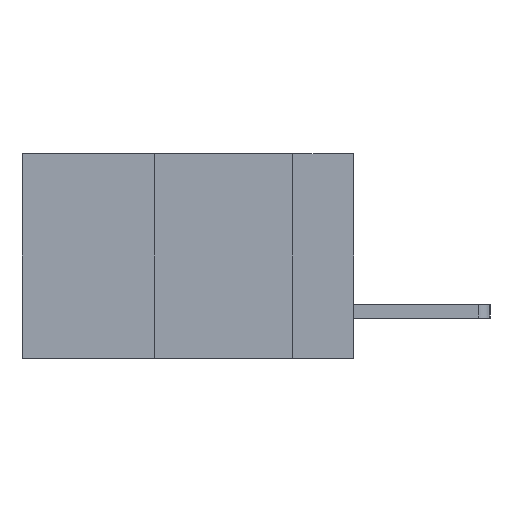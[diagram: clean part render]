
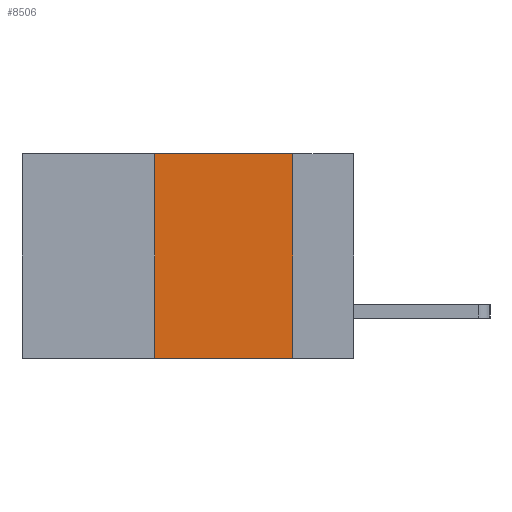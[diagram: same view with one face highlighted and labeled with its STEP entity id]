
A CAD part, left-side view. The second image highlights one B-rep face of the part: STEP entity #8506.
In plain terms, the highlighted planar face has unit normal (-1, 0, 0).
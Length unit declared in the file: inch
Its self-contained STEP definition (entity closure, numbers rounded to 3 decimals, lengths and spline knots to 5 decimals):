
#284 = CARTESIAN_POINT ( 'NONE',  ( 0., 0.36, -0.37 ) ) ;
#1626 = LINE ( 'NONE', #4440, #7340 ) ;
#2392 = VERTEX_POINT ( 'NONE', #3221 ) ;
#2481 = CARTESIAN_POINT ( 'NONE',  ( 0., 0.11, -0.37 ) ) ;
#3100 = DIRECTION ( 'NONE',  ( 0., -1., 0. ) ) ;
#3116 = LINE ( 'NONE', #5399, #11845 ) ;
#3118 = EDGE_CURVE ( 'NONE', #12142, #2392, #1626, .T. ) ;
#3221 = CARTESIAN_POINT ( 'NONE',  ( 0., 0.11, 0. ) ) ;
#3252 = DIRECTION ( 'NONE',  ( 0., 0., 1. ) ) ;
#3820 = DIRECTION ( 'NONE',  ( 0., 0., -1. ) ) ;
#4440 = CARTESIAN_POINT ( 'NONE',  ( 0., 0.6, 0. ) ) ;
#5086 = EDGE_LOOP ( 'NONE', ( #11840, #8423, #9343, #11115 ) ) ;
#5301 = AXIS2_PLACEMENT_3D ( 'NONE', #7714, #5752, #3820 ) ;
#5399 = CARTESIAN_POINT ( 'NONE',  ( 0., 0.36, 0. ) ) ;
#5556 = EDGE_CURVE ( 'NONE', #2392, #9962, #11251, .T. ) ;
#5752 = DIRECTION ( 'NONE',  ( 1., 0., 0. ) ) ;
#6721 = VECTOR ( 'NONE', #13052, 39.37008 ) ;
#7098 = CARTESIAN_POINT ( 'NONE',  ( 0., 0.6, -0.37 ) ) ;
#7103 = CARTESIAN_POINT ( 'NONE',  ( 0., 0.36, 0. ) ) ;
#7340 = VECTOR ( 'NONE', #10592, 39.37008 ) ;
#7714 = CARTESIAN_POINT ( 'NONE',  ( 0., 0.6, 0. ) ) ;
#7943 = EDGE_CURVE ( 'NONE', #11430, #12142, #3116, .T. ) ;
#8423 = ORIENTED_EDGE ( 'NONE', *, *, #3118, .F. ) ;
#8506 = ADVANCED_FACE ( 'NONE', ( #9619 ), #12912, .F. ) ;
#8968 = CARTESIAN_POINT ( 'NONE',  ( 0., 0.11, 0. ) ) ;
#9343 = ORIENTED_EDGE ( 'NONE', *, *, #7943, .F. ) ;
#9566 = EDGE_CURVE ( 'NONE', #11430, #9962, #13077, .T. ) ;
#9619 = FACE_OUTER_BOUND ( 'NONE', #5086, .T. ) ;
#9962 = VERTEX_POINT ( 'NONE', #2481 ) ;
#10592 = DIRECTION ( 'NONE',  ( 0., -1., 0. ) ) ;
#11115 = ORIENTED_EDGE ( 'NONE', *, *, #9566, .T. ) ;
#11251 = LINE ( 'NONE', #8968, #6721 ) ;
#11430 = VERTEX_POINT ( 'NONE', #284 ) ;
#11840 = ORIENTED_EDGE ( 'NONE', *, *, #5556, .F. ) ;
#11845 = VECTOR ( 'NONE', #3252, 39.37008 ) ;
#12142 = VERTEX_POINT ( 'NONE', #7103 ) ;
#12912 = PLANE ( 'NONE',  #5301 ) ;
#12987 = VECTOR ( 'NONE', #3100, 39.37008 ) ;
#13052 = DIRECTION ( 'NONE',  ( 0., 0., -1. ) ) ;
#13077 = LINE ( 'NONE', #7098, #12987 ) ;
